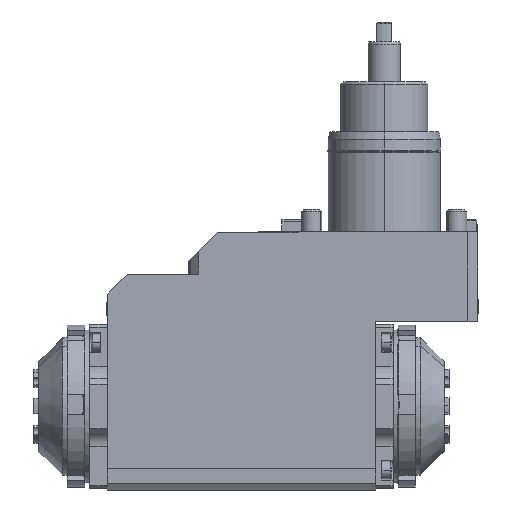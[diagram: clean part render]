
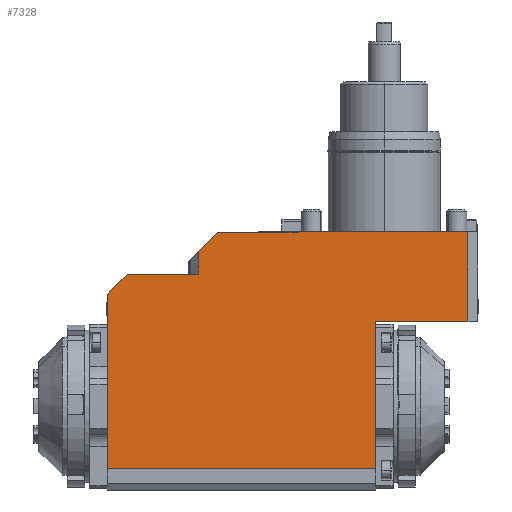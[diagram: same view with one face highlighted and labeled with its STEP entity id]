
A CAD part, front view. The second image highlights one B-rep face of the part: STEP entity #7328.
In plain terms, the highlighted planar face has unit normal (0, -1, 0).
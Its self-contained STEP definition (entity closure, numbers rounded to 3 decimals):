
#6992=CARTESIAN_POINT('',(-111.,-37.5,-25.));
#6993=VERTEX_POINT('',#6992);
#7000=CARTESIAN_POINT('',(-103.,-37.5,-17.));
#7001=VERTEX_POINT('',#7000);
#7002=CARTESIAN_POINT('',(-111.,-37.5,-25.));
#7003=DIRECTION('',(0.707,0.,0.707));
#7004=VECTOR('',#7003,11.314);
#7005=LINE('',#7002,#7004);
#7006=EDGE_CURVE('',#6993,#7001,#7005,.T.);
#7062=CARTESIAN_POINT('',(33.5,-37.5,-36.));
#7063=VERTEX_POINT('',#7062);
#7080=CARTESIAN_POINT('',(33.5,-37.5,-0.));
#7081=VERTEX_POINT('',#7080);
#7088=CARTESIAN_POINT('',(33.5,-37.5,-0.));
#7089=DIRECTION('',(0.,-0.,-1.));
#7090=VECTOR('',#7089,36.);
#7091=LINE('',#7088,#7090);
#7092=EDGE_CURVE('',#7081,#7063,#7091,.T.);
#7133=CARTESIAN_POINT('',(-3.5,-37.5,-95.));
#7134=VERTEX_POINT('',#7133);
#7143=CARTESIAN_POINT('',(-111.,-37.5,-95.));
#7144=VERTEX_POINT('',#7143);
#7145=CARTESIAN_POINT('',(-111.,-37.5,-95.));
#7146=DIRECTION('',(1.,-0.,-0.));
#7147=VECTOR('',#7146,107.5);
#7148=LINE('',#7145,#7147);
#7149=EDGE_CURVE('',#7144,#7134,#7148,.T.);
#7252=CARTESIAN_POINT('',(37.5,-37.5,-70.));
#7253=DIRECTION('',(-0.,-1.,-0.));
#7254=DIRECTION('',(1.,-0.,-0.));
#7255=AXIS2_PLACEMENT_3D('',#7252,#7253,#7254);
#7256=PLANE('',#7255);
#7257=ORIENTED_EDGE('',*,*,#7149,.T.);
#7258=CARTESIAN_POINT('',(-3.5,-37.5,-36.));
#7259=VERTEX_POINT('',#7258);
#7260=CARTESIAN_POINT('',(-3.5,-37.5,-95.));
#7261=DIRECTION('',(0.,0.,1.));
#7262=VECTOR('',#7261,59.);
#7263=LINE('',#7260,#7262);
#7264=EDGE_CURVE('',#7134,#7259,#7263,.T.);
#7265=ORIENTED_EDGE('',*,*,#7264,.T.);
#7266=CARTESIAN_POINT('',(-3.5,-37.5,-36.));
#7267=DIRECTION('',(1.,-0.,0.));
#7268=VECTOR('',#7267,37.);
#7269=LINE('',#7266,#7268);
#7270=EDGE_CURVE('',#7259,#7063,#7269,.T.);
#7271=ORIENTED_EDGE('',*,*,#7270,.T.);
#7272=ORIENTED_EDGE('',*,*,#7092,.F.);
#7273=CARTESIAN_POINT('',(-34.565,-37.5,0.));
#7274=VERTEX_POINT('',#7273);
#7275=CARTESIAN_POINT('',(-34.565,-37.5,0.));
#7276=DIRECTION('',(1.,0.,-0.));
#7277=VECTOR('',#7276,68.065);
#7278=LINE('',#7275,#7277);
#7279=EDGE_CURVE('',#7274,#7081,#7278,.T.);
#7280=ORIENTED_EDGE('',*,*,#7279,.F.);
#7281=CARTESIAN_POINT('',(-34.565,-37.5,-0.2));
#7282=VERTEX_POINT('',#7281);
#7283=CARTESIAN_POINT('',(-34.565,-37.5,0.));
#7284=DIRECTION('',(0.,0.,-1.));
#7285=VECTOR('',#7284,0.2);
#7286=LINE('',#7283,#7285);
#7287=EDGE_CURVE('',#7274,#7282,#7286,.T.);
#7288=ORIENTED_EDGE('',*,*,#7287,.T.);
#7289=CARTESIAN_POINT('',(-66.7,-37.5,-0.2));
#7290=VERTEX_POINT('',#7289);
#7291=CARTESIAN_POINT('',(-34.565,-37.5,-0.2));
#7292=DIRECTION('',(-1.,0.,0.));
#7293=VECTOR('',#7292,32.135);
#7294=LINE('',#7291,#7293);
#7295=EDGE_CURVE('',#7282,#7290,#7294,.T.);
#7296=ORIENTED_EDGE('',*,*,#7295,.T.);
#7297=CARTESIAN_POINT('',(-74.5,-37.5,-8.));
#7298=VERTEX_POINT('',#7297);
#7299=CARTESIAN_POINT('',(-74.5,-37.5,-8.));
#7300=DIRECTION('',(0.707,0.,0.707));
#7301=VECTOR('',#7300,11.031);
#7302=LINE('',#7299,#7301);
#7303=EDGE_CURVE('',#7298,#7290,#7302,.T.);
#7304=ORIENTED_EDGE('',*,*,#7303,.F.);
#7305=CARTESIAN_POINT('',(-74.5,-37.5,-17.));
#7306=VERTEX_POINT('',#7305);
#7307=CARTESIAN_POINT('',(-74.5,-37.5,-17.));
#7308=DIRECTION('',(0.,0.,1.));
#7309=VECTOR('',#7308,9.);
#7310=LINE('',#7307,#7309);
#7311=EDGE_CURVE('',#7306,#7298,#7310,.T.);
#7312=ORIENTED_EDGE('',*,*,#7311,.F.);
#7313=CARTESIAN_POINT('',(-74.5,-37.5,-17.));
#7314=DIRECTION('',(-1.,0.,0.));
#7315=VECTOR('',#7314,28.5);
#7316=LINE('',#7313,#7315);
#7317=EDGE_CURVE('',#7306,#7001,#7316,.T.);
#7318=ORIENTED_EDGE('',*,*,#7317,.T.);
#7319=ORIENTED_EDGE('',*,*,#7006,.F.);
#7320=CARTESIAN_POINT('',(-111.,-37.5,-25.));
#7321=DIRECTION('',(0.,0.,-1.));
#7322=VECTOR('',#7321,70.);
#7323=LINE('',#7320,#7322);
#7324=EDGE_CURVE('',#6993,#7144,#7323,.T.);
#7325=ORIENTED_EDGE('',*,*,#7324,.T.);
#7326=EDGE_LOOP('',(#7257,#7265,#7271,#7272,#7280,#7288,#7296,#7304,#7312,#7318,#7319,#7325));
#7327=FACE_BOUND('',#7326,.T.);
#7328=ADVANCED_FACE('',(#7327),#7256,.T.);
